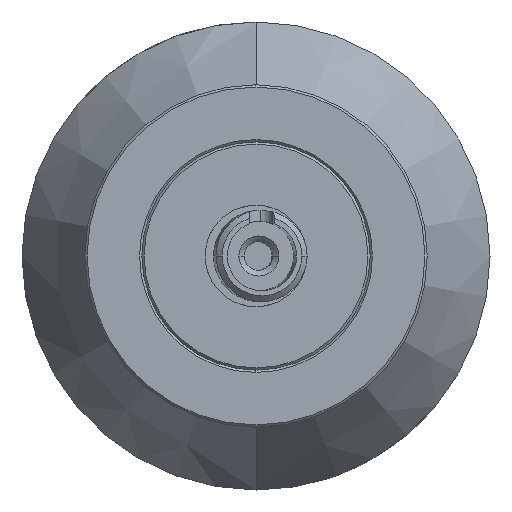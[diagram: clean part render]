
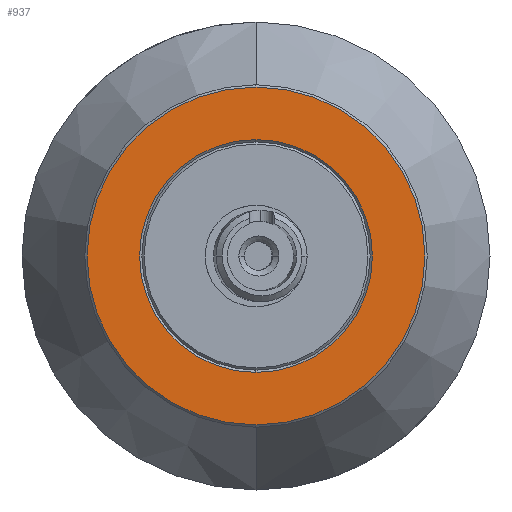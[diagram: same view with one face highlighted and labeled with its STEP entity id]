
A CAD part, left-side view. The second image highlights one B-rep face of the part: STEP entity #937.
In plain terms, the highlighted planar face has unit normal (-1, 0, 0).
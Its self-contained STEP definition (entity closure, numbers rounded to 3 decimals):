
#105=CARTESIAN_POINT('',(-107.797,20.5,-20.5));
#106=DIRECTION('',(-1.,0.,0.));
#107=DIRECTION('',(0.,0.,-1.));
#108=AXIS2_PLACEMENT_3D('',#105,#106,#107);
#119=CARTESIAN_POINT('',(-107.797,20.5,-20.5));
#120=DIRECTION('',(-1.,0.,0.));
#121=DIRECTION('',(0.,0.,1.));
#122=AXIS2_PLACEMENT_3D('',#119,#120,#121);
#124=CARTESIAN_POINT('',(-107.797,20.5,-20.5));
#125=DIRECTION('',(1.,0.,0.));
#126=DIRECTION('',(0.,0.,-1.));
#127=AXIS2_PLACEMENT_3D('',#124,#125,#126);
#156=CARTESIAN_POINT('',(-107.797,20.5,-20.5));
#157=DIRECTION('',(1.,0.,0.));
#158=DIRECTION('',(0.,0.,1.));
#159=AXIS2_PLACEMENT_3D('',#156,#157,#158);
#726=CARTESIAN_POINT('',(-107.797,20.5,-5.7));
#727=VERTEX_POINT('',#726);
#728=CARTESIAN_POINT('',(-107.797,20.5,-35.3));
#729=VERTEX_POINT('',#728);
#730=CARTESIAN_POINT('',(-107.797,20.5,-30.7));
#731=CARTESIAN_POINT('',(-107.797,20.5,-10.3));
#732=VERTEX_POINT('',#730);
#733=VERTEX_POINT('',#731);
#922=CARTESIAN_POINT('',(-107.797,35.5,-20.5));
#923=DIRECTION('',(1.,0.,0.));
#924=DIRECTION('',(0.,0.,-1.));
#925=AXIS2_PLACEMENT_3D('',#922,#923,#924);
#926=PLANE('',#925);
#927=ORIENTED_EDGE('',*,*,#901,.F.);
#928=ORIENTED_EDGE('',*,*,#914,.F.);
#929=EDGE_LOOP('',(#927,#928));
#930=FACE_OUTER_BOUND('',#929,.F.);
#932=ORIENTED_EDGE('',*,*,#931,.F.);
#934=ORIENTED_EDGE('',*,*,#933,.F.);
#935=EDGE_LOOP('',(#932,#934));
#936=FACE_BOUND('',#935,.F.);
#937=ADVANCED_FACE('',(#930,#936),#926,.F.);
#109=CIRCLE('',#108,14.8);
#123=CIRCLE('',#122,14.8);
#128=CIRCLE('',#127,10.2);
#160=CIRCLE('',#159,10.2);
#901=EDGE_CURVE('',#727,#729,#123,.T.);
#914=EDGE_CURVE('',#729,#727,#109,.T.);
#931=EDGE_CURVE('',#732,#733,#128,.T.);
#933=EDGE_CURVE('',#733,#732,#160,.T.);
